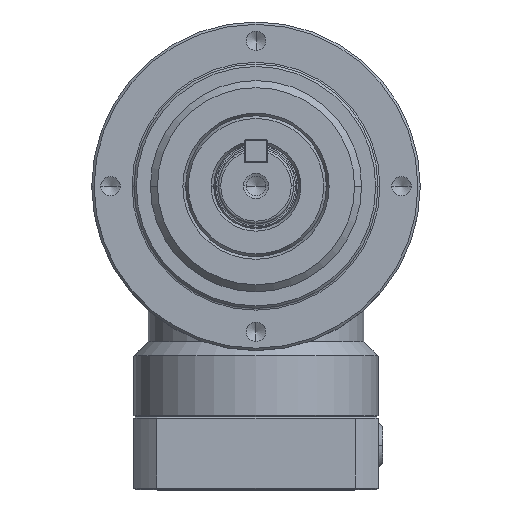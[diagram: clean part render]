
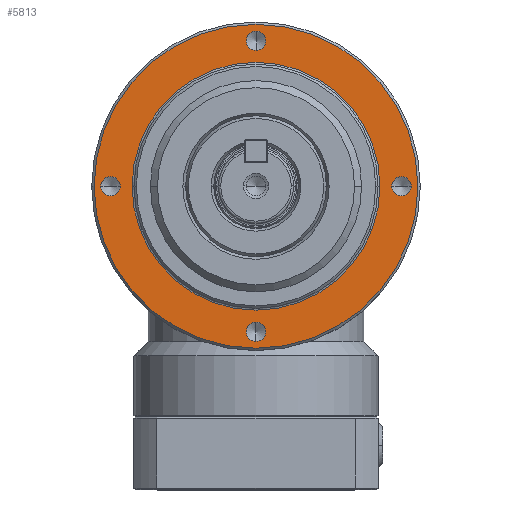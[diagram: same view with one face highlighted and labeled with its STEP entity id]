
A CAD part, top view. The second image highlights one B-rep face of the part: STEP entity #5813.
In plain terms, the highlighted planar face has unit normal (0, 0, 1).
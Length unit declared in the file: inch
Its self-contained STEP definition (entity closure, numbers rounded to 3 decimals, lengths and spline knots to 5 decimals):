
#274 = CARTESIAN_POINT ( 'NONE',  ( 0., 1.13909, 0. ) ) ;
#677 = DIRECTION ( 'NONE',  ( 0., 0., -1. ) ) ;
#738 = EDGE_CURVE ( 'NONE', #23846, #7372, #12319, .T. ) ;
#760 = ORIENTED_EDGE ( 'NONE', *, *, #22990, .T. ) ;
#1034 = CIRCLE ( 'NONE', #17015, 0.08138 ) ;
#1044 = FACE_BOUND ( 'NONE', #23465, .T. ) ;
#2009 = VERTEX_POINT ( 'NONE', #5183 ) ;
#2405 = CARTESIAN_POINT ( 'NONE',  ( 0., 0., 0. ) ) ;
#2830 = VERTEX_POINT ( 'NONE', #18963 ) ;
#2998 = CARTESIAN_POINT ( 'NONE',  ( 1.22047, 0., 0. ) ) ;
#3277 = VERTEX_POINT ( 'NONE', #3502 ) ;
#3332 = VERTEX_POINT ( 'NONE', #24596 ) ;
#3352 = EDGE_LOOP ( 'NONE', ( #760, #17443 ) ) ;
#3502 = CARTESIAN_POINT ( 'NONE',  ( -1.03937, 0., 0. ) ) ;
#3642 = ORIENTED_EDGE ( 'NONE', *, *, #13236, .F. ) ;
#3881 = CARTESIAN_POINT ( 'NONE',  ( 1.03937, 0., 0. ) ) ;
#4303 = EDGE_CURVE ( 'NONE', #16449, #3332, #13979, .T. ) ;
#4353 = DIRECTION ( 'NONE',  ( -1., 0., 0. ) ) ;
#4941 = DIRECTION ( 'NONE',  ( 1., 0., 0. ) ) ;
#5183 = CARTESIAN_POINT ( 'NONE',  ( -1.13909, 0., 0. ) ) ;
#5432 = PLANE ( 'NONE',  #21650 ) ;
#5557 = VERTEX_POINT ( 'NONE', #274 ) ;
#5646 = AXIS2_PLACEMENT_3D ( 'NONE', #2405, #15914, #4353 ) ;
#5813 = ADVANCED_FACE ( 'NONE', ( #16985, #16403, #21348, #11284, #6174, #1044 ), #5432, .F. ) ;
#5876 = ORIENTED_EDGE ( 'NONE', *, *, #7995, .T. ) ;
#6127 = CIRCLE ( 'NONE', #24308, 0.08138 ) ;
#6174 = FACE_BOUND ( 'NONE', #3352, .T. ) ;
#6181 = ORIENTED_EDGE ( 'NONE', *, *, #738, .F. ) ;
#6260 = DIRECTION ( 'NONE',  ( 0., 0., -1. ) ) ;
#6485 = ORIENTED_EDGE ( 'NONE', *, *, #13505, .T. ) ;
#6575 = CIRCLE ( 'NONE', #8607, 1.03937 ) ;
#7179 = CARTESIAN_POINT ( 'NONE',  ( -1.22047, 0., 0. ) ) ;
#7261 = AXIS2_PLACEMENT_3D ( 'NONE', #2998, #16463, #4941 ) ;
#7372 = VERTEX_POINT ( 'NONE', #17590 ) ;
#7995 = EDGE_CURVE ( 'NONE', #24128, #18376, #14726, .T. ) ;
#8182 = CARTESIAN_POINT ( 'NONE',  ( 0., -1.22047, 0. ) ) ;
#8247 = CARTESIAN_POINT ( 'NONE',  ( 0., 1.22047, 0. ) ) ;
#8607 = AXIS2_PLACEMENT_3D ( 'NONE', #8641, #21929, #10585 ) ;
#8641 = CARTESIAN_POINT ( 'NONE',  ( 0., 0., 0. ) ) ;
#8822 = CARTESIAN_POINT ( 'NONE',  ( 0., -1.13909, 0. ) ) ;
#9123 = DIRECTION ( 'NONE',  ( -1., 0., 0. ) ) ;
#9442 = CARTESIAN_POINT ( 'NONE',  ( 0., 0., 0. ) ) ;
#9699 = DIRECTION ( 'NONE',  ( 0., 0., -1. ) ) ;
#9835 = CIRCLE ( 'NONE', #24295, 0.08138 ) ;
#9884 = EDGE_CURVE ( 'NONE', #3277, #17583, #6575, .T. ) ;
#10122 = DIRECTION ( 'NONE',  ( 0., -1., 0. ) ) ;
#10187 = DIRECTION ( 'NONE',  ( 0., 1., 0. ) ) ;
#10585 = DIRECTION ( 'NONE',  ( -1., 0., 0. ) ) ;
#10851 = CARTESIAN_POINT ( 'NONE',  ( 0., 0., 0. ) ) ;
#10869 = CIRCLE ( 'NONE', #20007, 1.03937 ) ;
#10919 = DIRECTION ( 'NONE',  ( 0., 0., -1. ) ) ;
#11284 = FACE_BOUND ( 'NONE', #23908, .T. ) ;
#11376 = DIRECTION ( 'NONE',  ( -1., 0., 0. ) ) ;
#12063 = VERTEX_POINT ( 'NONE', #20664 ) ;
#12217 = CARTESIAN_POINT ( 'NONE',  ( 0., -1.22047, 0. ) ) ;
#12319 = CIRCLE ( 'NONE', #23611, 1.35827 ) ;
#12811 = DIRECTION ( 'NONE',  ( -1., 0., 0. ) ) ;
#13183 = DIRECTION ( 'NONE',  ( -1., 0., 0. ) ) ;
#13218 = CIRCLE ( 'NONE', #16141, 0.08138 ) ;
#13236 = EDGE_CURVE ( 'NONE', #7372, #23846, #20733, .T. ) ;
#13505 = EDGE_CURVE ( 'NONE', #2830, #2009, #6127, .T. ) ;
#13602 = EDGE_LOOP ( 'NONE', ( #6485, #20876 ) ) ;
#13953 = ORIENTED_EDGE ( 'NONE', *, *, #16411, .T. ) ;
#13979 = CIRCLE ( 'NONE', #7261, 0.08138 ) ;
#14039 = ORIENTED_EDGE ( 'NONE', *, *, #9884, .F. ) ;
#14070 = AXIS2_PLACEMENT_3D ( 'NONE', #17740, #6260, #19611 ) ;
#14164 = DIRECTION ( 'NONE',  ( 0., -1., 0. ) ) ;
#14726 = CIRCLE ( 'NONE', #22047, 0.08138 ) ;
#14728 = ORIENTED_EDGE ( 'NONE', *, *, #23311, .F. ) ;
#15232 = EDGE_LOOP ( 'NONE', ( #6181, #3642 ) ) ;
#15914 = DIRECTION ( 'NONE',  ( 0., 0., -1. ) ) ;
#16141 = AXIS2_PLACEMENT_3D ( 'NONE', #8182, #21461, #10122 ) ;
#16356 = CIRCLE ( 'NONE', #14070, 0.08138 ) ;
#16403 = FACE_BOUND ( 'NONE', #24526, .T. ) ;
#16411 = EDGE_CURVE ( 'NONE', #12063, #5557, #1034, .T. ) ;
#16449 = VERTEX_POINT ( 'NONE', #23533 ) ;
#16463 = DIRECTION ( 'NONE',  ( 0., 0., -1. ) ) ;
#16985 = FACE_OUTER_BOUND ( 'NONE', #15232, .T. ) ;
#17015 = AXIS2_PLACEMENT_3D ( 'NONE', #8247, #21520, #10187 ) ;
#17258 = CARTESIAN_POINT ( 'NONE',  ( 0., -1.30185, 0. ) ) ;
#17443 = ORIENTED_EDGE ( 'NONE', *, *, #4303, .T. ) ;
#17583 = VERTEX_POINT ( 'NONE', #3881 ) ;
#17590 = CARTESIAN_POINT ( 'NONE',  ( 1.35827, 0., 0. ) ) ;
#17704 = EDGE_CURVE ( 'NONE', #18376, #24128, #13218, .T. ) ;
#17740 = CARTESIAN_POINT ( 'NONE',  ( 0., 1.22047, 0. ) ) ;
#18092 = CIRCLE ( 'NONE', #24253, 0.08138 ) ;
#18376 = VERTEX_POINT ( 'NONE', #8822 ) ;
#18405 = EDGE_CURVE ( 'NONE', #2009, #2830, #9835, .T. ) ;
#18822 = CARTESIAN_POINT ( 'NONE',  ( 0., 0., 0. ) ) ;
#18963 = CARTESIAN_POINT ( 'NONE',  ( -1.30185, 0., 0. ) ) ;
#19230 = EDGE_CURVE ( 'NONE', #5557, #12063, #16356, .T. ) ;
#19611 = DIRECTION ( 'NONE',  ( 0., 1., 0. ) ) ;
#20007 = AXIS2_PLACEMENT_3D ( 'NONE', #10851, #24098, #12811 ) ;
#20524 = DIRECTION ( 'NONE',  ( 0., 0., -1. ) ) ;
#20664 = CARTESIAN_POINT ( 'NONE',  ( 0., 1.30185, 0. ) ) ;
#20733 = CIRCLE ( 'NONE', #5646, 1.35827 ) ;
#20876 = ORIENTED_EDGE ( 'NONE', *, *, #18405, .T. ) ;
#21059 = CARTESIAN_POINT ( 'NONE',  ( 1.22047, 0., 0. ) ) ;
#21348 = FACE_BOUND ( 'NONE', #13602, .T. ) ;
#21461 = DIRECTION ( 'NONE',  ( 0., 0., -1. ) ) ;
#21520 = DIRECTION ( 'NONE',  ( 0., 0., -1. ) ) ;
#21650 = AXIS2_PLACEMENT_3D ( 'NONE', #18822, #24476, #13183 ) ;
#21917 = CARTESIAN_POINT ( 'NONE',  ( -1.35827, 0., 0. ) ) ;
#21929 = DIRECTION ( 'NONE',  ( 0., 0., 1. ) ) ;
#22047 = AXIS2_PLACEMENT_3D ( 'NONE', #12217, #677, #14164 ) ;
#22267 = CARTESIAN_POINT ( 'NONE',  ( -1.22047, 0., 0. ) ) ;
#22550 = ORIENTED_EDGE ( 'NONE', *, *, #19230, .T. ) ;
#22551 = ORIENTED_EDGE ( 'NONE', *, *, #17704, .T. ) ;
#22710 = DIRECTION ( 'NONE',  ( 0., 0., -1. ) ) ;
#22960 = DIRECTION ( 'NONE',  ( 1., 0., 0. ) ) ;
#22990 = EDGE_CURVE ( 'NONE', #3332, #16449, #18092, .T. ) ;
#23311 = EDGE_CURVE ( 'NONE', #17583, #3277, #10869, .T. ) ;
#23465 = EDGE_LOOP ( 'NONE', ( #14039, #14728 ) ) ;
#23533 = CARTESIAN_POINT ( 'NONE',  ( 1.13909, 0., 0. ) ) ;
#23611 = AXIS2_PLACEMENT_3D ( 'NONE', #9442, #22710, #11376 ) ;
#23846 = VERTEX_POINT ( 'NONE', #21917 ) ;
#23908 = EDGE_LOOP ( 'NONE', ( #13953, #22550 ) ) ;
#24098 = DIRECTION ( 'NONE',  ( 0., 0., 1. ) ) ;
#24128 = VERTEX_POINT ( 'NONE', #17258 ) ;
#24168 = DIRECTION ( 'NONE',  ( -1., 0., 0. ) ) ;
#24253 = AXIS2_PLACEMENT_3D ( 'NONE', #21059, #9699, #22960 ) ;
#24295 = AXIS2_PLACEMENT_3D ( 'NONE', #22267, #10919, #24168 ) ;
#24308 = AXIS2_PLACEMENT_3D ( 'NONE', #7179, #20524, #9123 ) ;
#24476 = DIRECTION ( 'NONE',  ( 0., 0., -1. ) ) ;
#24526 = EDGE_LOOP ( 'NONE', ( #5876, #22551 ) ) ;
#24596 = CARTESIAN_POINT ( 'NONE',  ( 1.30185, 0., 0. ) ) ;
